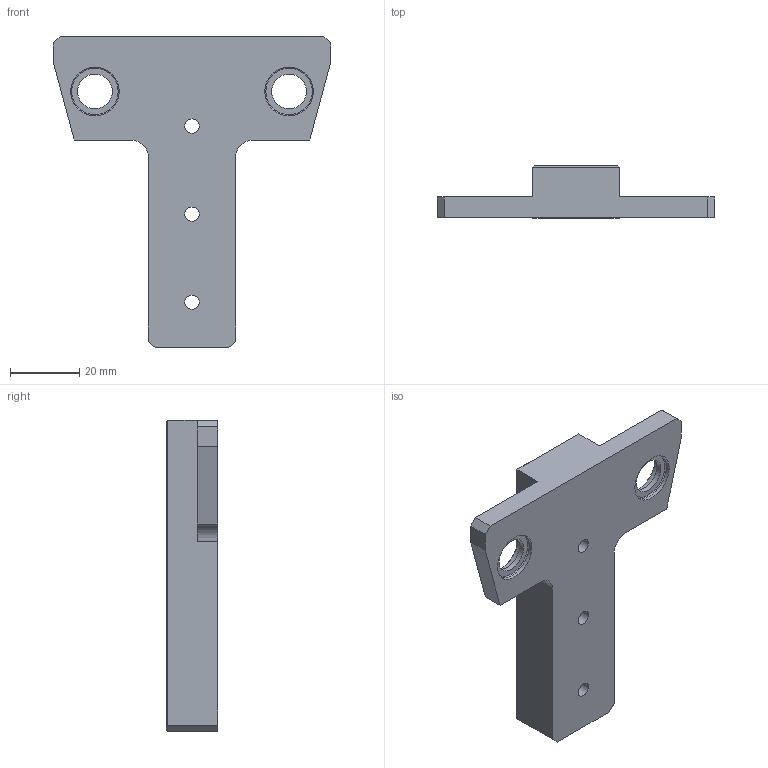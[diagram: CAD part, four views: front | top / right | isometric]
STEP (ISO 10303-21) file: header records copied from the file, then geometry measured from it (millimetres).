
FILE_DESCRIPTION(/* description */ ('Unknown','CAx-IF Rec.Pracs.---Representation and Presentation of Product Manufacturing Information (PMI)---4.0---2014-10-13','CAx-IF Rec.Pracs.---3D Tessellated Geometry---0.4---2014-09-14','2;1'),/* implementation_level */ '2;1');
FILE_NAME(/* name */ '509266_S01897_R0_Kreuz_eco-DUO450',/* time_stamp */ '2024-07-22T13:55:41+02:00',/* author */ ('Unknown'),/* organization */ ('Unknown'),/* preprocessor_version */ 'ST-DEVELOPER v19.4',/* originating_system */ 'Solid Edge',/* authorisation */ 'Unknown');
FILE_SCHEMA (('AP242_MANAGED_MODEL_BASED_3D_ENGINEERING_MIM_LF { 1 0 10303 442 1 1 4 }'));
Length unit declared in the file: millimetre
Products named in the file (1): 509266_S01897_R0_Kreuz_eco-DUO450
Bounding box: 80 x 15 x 90 mm (x, y, z)
Volume: 40818.1 mm3; surface area: 12121.7 mm2
Topology: 1 solids, 1 shells, 41 faces, 103 edges, 68 vertices
Faces by surface type: plane 26, cylinder 11, cone 2, torus 2
Full cylindrical faces by diameter (mm): 4.134 x3, 10 x2, 14 x4
Entity records: 1455 total; most frequent: DIRECTION 198, CARTESIAN_POINT 193, ORIENTED_EDGE 172, EDGE_CURVE 86, AXIS2_PLACEMENT_3D 69, EDGE_LOOP 68, FACE_BOUND 68, VERTEX_POINT 64
